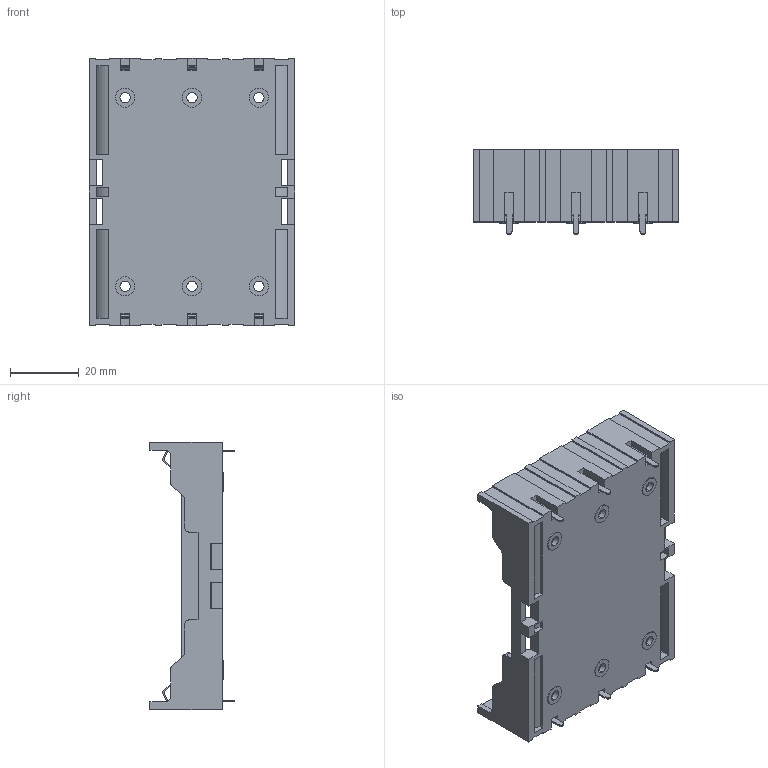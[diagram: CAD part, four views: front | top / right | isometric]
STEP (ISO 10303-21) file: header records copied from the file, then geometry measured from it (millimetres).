
FILE_DESCRIPTION (( 'STEP AP214' ), '1' );
FILE_NAME ('Battery holder 3õ18650.STEP', '2024-04-29T09:05:12', ( '' ), ( '' ), 'SwSTEP 2.0', 'SolidWorks 2022', '' );
FILE_SCHEMA (( 'AUTOMOTIVE_DESIGN' ));
Length unit declared in the file: millimetre
Products named in the file (1): Battery holder 3х18650
Bounding box: 60 x 24.5 x 78 mm (x, y, z)
Volume: 17539.5 mm3; surface area: 23539.2 mm2
Topology: 7 solids, 7 shells, 548 faces, 1560 edges, 1040 vertices
Faces by surface type: plane 400, cylinder 148
Entity records: 19448 total; most frequent: CARTESIAN_POINT 3149, ORIENTED_EDGE 3120, DIRECTION 2970, EDGE_CURVE 1560, VECTOR 1248, LINE 1248, VERTEX_POINT 1040, AXIS2_PLACEMENT_3D 861
